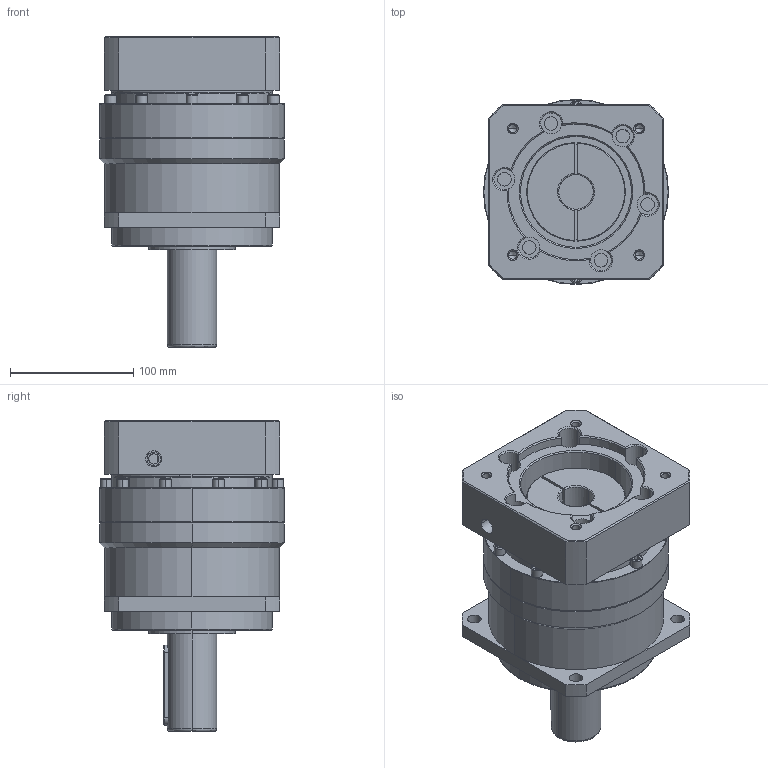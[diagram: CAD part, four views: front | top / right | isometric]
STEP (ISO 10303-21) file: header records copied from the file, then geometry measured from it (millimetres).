
FILE_DESCRIPTION (( 'STEP AP214' ), '1' );
FILE_NAME ('PB142-L1-28-110-145M8.STEP', '2025-07-11T08:43:18', ( '微软用户' ), ( '微软中国' ), 'SwSTEP 2.0', 'SolidWorks 2013', '' );
FILE_SCHEMA (( 'AUTOMOTIVE_DESIGN' ));
Length unit declared in the file: millimetre
Products named in the file (4): PB142-110-145M8; PB142_X2_58F34F537AEF_X0_; PB142_X2_8F9351FA7AEF_X0_; PB142-L1-28-110-145M8
Assembly tree (3 placements, depth 2):
  PB142-L1-28-110-145M8
    PB142_X2_8F9351FA7AEF_X0_
    PB142_X2_58F34F537AEF_X0_
    PB142-110-145M8
Bounding box: 150 x 150 x 252 mm (x, y, z)
Volume: 2716235.3 mm3; surface area: 260190.1 mm2
Topology: 3 solids, 3 shells, 557 faces, 1376 edges, 836 vertices
Faces by surface type: cylinder 226, plane 162, cone 142, bspline 27
Entity records: 23497 total; most frequent: CARTESIAN_POINT 4147, DIRECTION 2854, ORIENTED_EDGE 2628, EDGE_CURVE 1314, AXIS2_PLACEMENT_3D 1111, VERTEX_POINT 836, EDGE_LOOP 664, LINE 632
